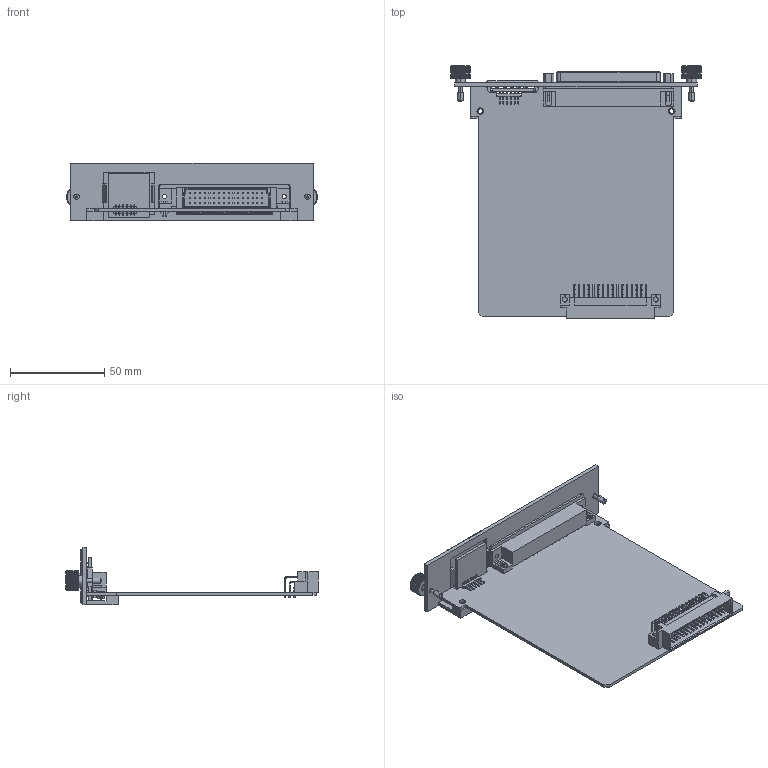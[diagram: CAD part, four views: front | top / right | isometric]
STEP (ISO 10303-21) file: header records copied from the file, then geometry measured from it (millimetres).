
FILE_DESCRIPTION (( 'STEP AP203' ), '1' );
FILE_NAME ('IO_DB37F.STEP', '2022-05-06T05:37:26', ( 'Windows 使用者' ), ( '' ), 'SwSTEP 2.0', 'SolidWorks 2020', '' );
FILE_SCHEMA (( 'CONFIG_CONTROL_DESIGN' ));
Length unit declared in the file: millimetre
Products named in the file (10): 2x6pin_2.00mm_SMD; 2DC37F-90; Molex-48pin-90D; 8K LED_32; IO_DB37F; 32 LED display; IO D-Sub 37pin_PCB_3U; 4SI91K0000070_DB37_鋁擠_鐵深灰; M3手轉; 9K遮光板
Assembly tree (10 placements, depth 3):
  IO_DB37F
    IO D-Sub 37pin_PCB_3U
    Molex-48pin-90D
    8K LED_32
      32 LED display
      2x6pin_2.00mm_SMD
    M3手轉  x2
    2DC37F-90
    4SI91K0000070_DB37_鋁擠_鐵深灰
    9K遮光板
Bounding box: 133.05 x 133.95 x 30.3 mm (x, y, z)
Volume: 42571.3 mm3; surface area: 49371.5 mm2
Topology: 9 solids, 9 shells, 2652 faces, 6538 edges, 4167 vertices
Faces by surface type: plane 1979, cylinder 621, torus 38, cone 14
Entity records: 72025 total; most frequent: CARTESIAN_POINT 12517, DIRECTION 12301, ORIENTED_EDGE 11864, EDGE_CURVE 5932, LINE 4239, VECTOR 4239, AXIS2_PLACEMENT_3D 4031, VERTEX_POINT 3767
